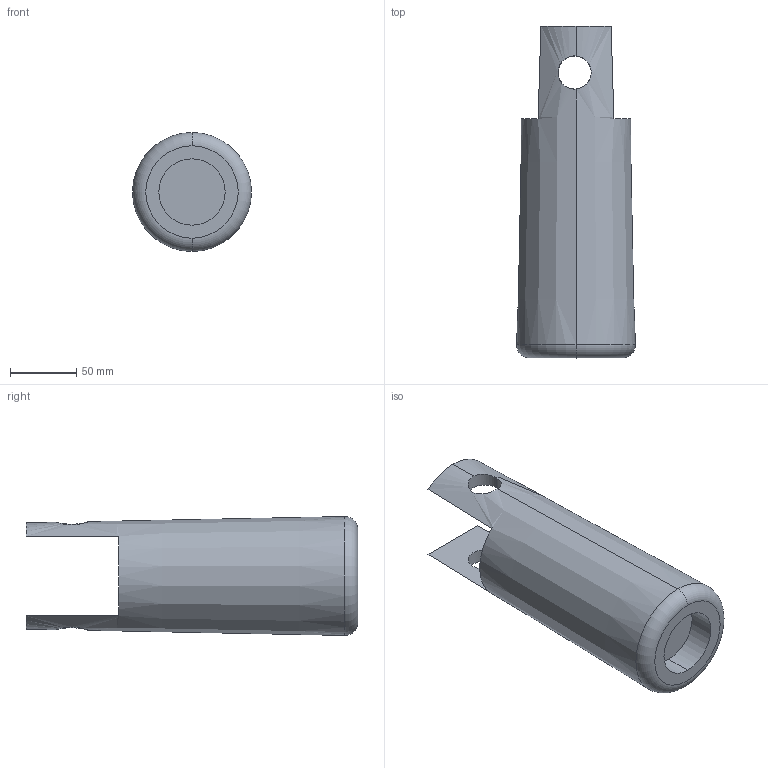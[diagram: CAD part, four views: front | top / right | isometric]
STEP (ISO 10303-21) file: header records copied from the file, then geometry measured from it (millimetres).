
FILE_DESCRIPTION (( 'STEP AP203' ), '1' );
FILE_NAME ('Antebrazo 1_Predeterminado_sldprt.STEP', '2023-11-10T06:17:28', ( '' ), ( '' ), 'SwSTEP 2.0', 'SolidWorks 2019', '' );
FILE_SCHEMA (( 'CONFIG_CONTROL_DESIGN' ));
Length unit declared in the file: millimetre
Products named in the file (1): Antebrazo 1_Predeterminado_sldprt
Bounding box: 89.59 x 250 x 89.59 mm (x, y, z)
Volume: 1057239.1 mm3; surface area: 77976.3 mm2
Topology: 1 solids, 1 shells, 17 faces, 46 edges, 30 vertices
Faces by surface type: plane 7, cylinder 6, torus 2, cone 2
Entity records: 821 total; most frequent: CARTESIAN_POINT 310, ORIENTED_EDGE 92, DIRECTION 90, EDGE_CURVE 46, AXIS2_PLACEMENT_3D 38, VERTEX_POINT 30, CIRCLE 20, EDGE_LOOP 20
